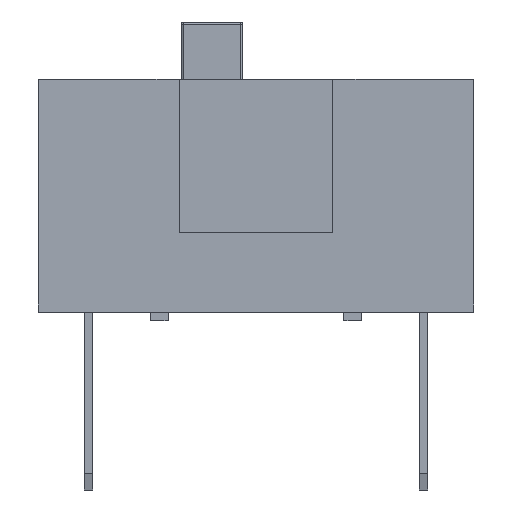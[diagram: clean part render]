
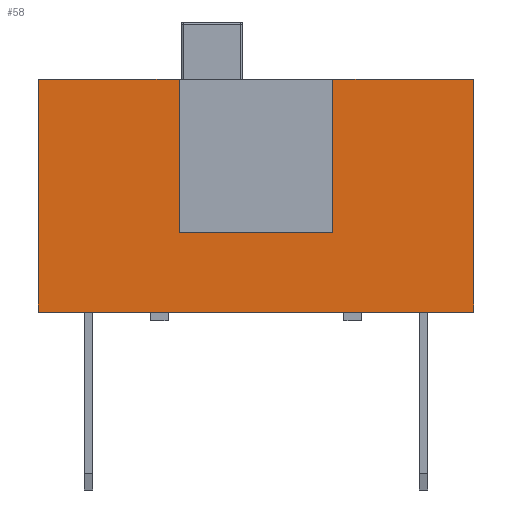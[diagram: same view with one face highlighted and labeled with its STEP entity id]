
A CAD part, left-side view. The second image highlights one B-rep face of the part: STEP entity #58.
In plain terms, the highlighted planar face has unit normal (-1, 0, 0).
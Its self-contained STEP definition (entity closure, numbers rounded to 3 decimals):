
#58=ADVANCED_FACE('',(#13063),#13065,.T.);
#13063=FACE_BOUND('',#13064,.T.);
#13064=EDGE_LOOP('',(#23300,#23301,#23302,#23303,#23304,#23305,#23306,#23307));
#13065=PLANE('',#13066);
#13066=AXIS2_PLACEMENT_3D('',#13067,#13068,#13069);
#13067=CARTESIAN_POINT('',(-2.,0.,0.));
#13068=DIRECTION('',(-1.,0.,0.));
#13069=DIRECTION('',(0.,0.,1.));
#23300=ORIENTED_EDGE('',*,*,#31028,.T.);
#23301=ORIENTED_EDGE('',*,*,#31029,.T.);
#23302=ORIENTED_EDGE('',*,*,#31030,.T.);
#23303=ORIENTED_EDGE('',*,*,#31031,.T.);
#23304=ORIENTED_EDGE('',*,*,#31032,.T.);
#23305=ORIENTED_EDGE('',*,*,#31033,.T.);
#23306=ORIENTED_EDGE('',*,*,#31034,.T.);
#23307=ORIENTED_EDGE('',*,*,#31035,.T.);
#31028=EDGE_CURVE('',#34892,#34893,#34894,.F.);
#31029=EDGE_CURVE('',#34893,#34895,#34896,.F.);
#31030=EDGE_CURVE('',#34895,#34897,#34898,.F.);
#31031=EDGE_CURVE('',#34897,#34899,#34900,.T.);
#31032=EDGE_CURVE('',#34899,#34901,#34902,.T.);
#31033=EDGE_CURVE('',#34901,#34903,#34904,.T.);
#31034=EDGE_CURVE('',#34903,#34905,#34906,.T.);
#31035=EDGE_CURVE('',#34905,#34892,#34907,.T.);
#34892=VERTEX_POINT('',#41240);
#34893=VERTEX_POINT('',#41241);
#34894=LINE('',#41242,#41243);
#34895=VERTEX_POINT('',#41245);
#34896=LINE('',#41246,#41247);
#34897=VERTEX_POINT('',#41249);
#34898=LINE('',#41250,#41251);
#34899=VERTEX_POINT('',#41253);
#34900=LINE('',#41254,#41255);
#34901=VERTEX_POINT('',#41257);
#34902=LINE('',#41258,#41259);
#34903=VERTEX_POINT('',#41261);
#34904=LINE('',#41262,#41263);
#34905=VERTEX_POINT('',#41265);
#34906=LINE('',#41266,#41267);
#34907=LINE('',#41269,#41270);
#41240=CARTESIAN_POINT('',(-2.,2.06,5.5));
#41241=CARTESIAN_POINT('',(-2.,2.06,2.));
#41242=CARTESIAN_POINT('',(-2.,2.06,2.));
#41243=VECTOR('',#41244,1.);
#41244=DIRECTION('',(0.,0.,1.));
#41245=CARTESIAN_POINT('',(-2.,5.56,2.));
#41246=CARTESIAN_POINT('',(-2.,5.56,2.));
#41247=VECTOR('',#41248,1.);
#41248=DIRECTION('',(0.,-1.,0.));
#41249=CARTESIAN_POINT('',(-2.,5.56,5.5));
#41250=CARTESIAN_POINT('',(-2.,5.56,5.5));
#41251=VECTOR('',#41252,1.);
#41252=DIRECTION('',(0.,0.,-1.));
#41253=CARTESIAN_POINT('',(-2.,8.76,5.5));
#41254=CARTESIAN_POINT('',(-2.,5.56,5.5));
#41255=VECTOR('',#41256,1.);
#41256=DIRECTION('',(0.,1.,0.));
#41257=CARTESIAN_POINT('',(-2.,8.76,0.2));
#41258=CARTESIAN_POINT('',(-2.,8.76,5.5));
#41259=VECTOR('',#41260,1.);
#41260=DIRECTION('',(0.,0.,-1.));
#41261=CARTESIAN_POINT('',(-2.,-1.14,0.2));
#41262=CARTESIAN_POINT('',(-2.,8.76,0.2));
#41263=VECTOR('',#41264,1.);
#41264=DIRECTION('',(0.,-1.,0.));
#41265=CARTESIAN_POINT('',(-2.,-1.14,5.5));
#41266=CARTESIAN_POINT('',(-2.,-1.14,0.2));
#41267=VECTOR('',#41268,1.);
#41268=DIRECTION('',(0.,0.,1.));
#41269=CARTESIAN_POINT('',(-2.,-1.14,5.5));
#41270=VECTOR('',#41271,1.);
#41271=DIRECTION('',(0.,1.,0.));
